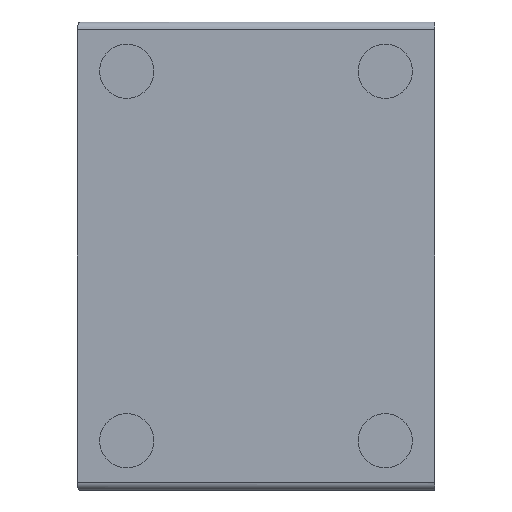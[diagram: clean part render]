
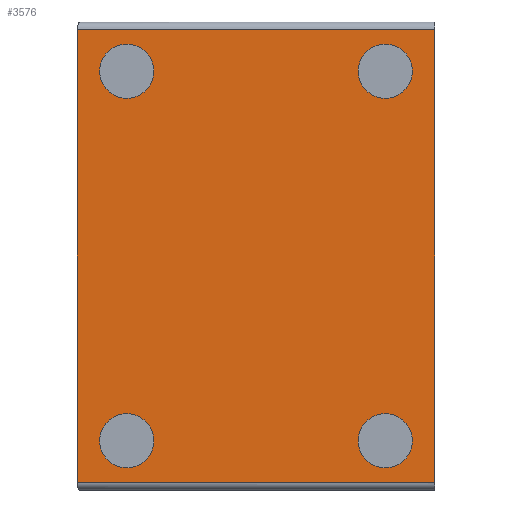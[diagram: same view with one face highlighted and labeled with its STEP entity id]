
A CAD part, front view. The second image highlights one B-rep face of the part: STEP entity #3576.
In plain terms, the highlighted planar face has unit normal (0, -1, 0).
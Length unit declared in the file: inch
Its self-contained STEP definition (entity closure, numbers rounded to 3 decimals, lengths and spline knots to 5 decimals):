
#143 = ORIENTED_EDGE ( 'NONE', *, *, #1920, .F. ) ;
#234 = DIRECTION ( 'NONE',  ( 0., 0., -1. ) ) ;
#316 = VECTOR ( 'NONE', #584, 39.37008 ) ;
#340 = CIRCLE ( 'NONE', #1448, 0.275 ) ;
#522 = EDGE_CURVE ( 'NONE', #1846, #2590, #1905, .T. ) ;
#533 = CARTESIAN_POINT ( 'NONE',  ( 3.125, 0., -0.225 ) ) ;
#584 = DIRECTION ( 'NONE',  ( 0., 0., 1. ) ) ;
#639 = CIRCLE ( 'NONE', #4205, 0.275 ) ;
#669 = ORIENTED_EDGE ( 'NONE', *, *, #4269, .F. ) ;
#712 = CARTESIAN_POINT ( 'NONE',  ( 0., 0., -4.67 ) ) ;
#753 = EDGE_LOOP ( 'NONE', ( #4174, #1944 ) ) ;
#773 = VERTEX_POINT ( 'NONE', #2199 ) ;
#784 = LINE ( 'NONE', #712, #3891 ) ;
#887 = CIRCLE ( 'NONE', #2476, 0.275 ) ;
#927 = VERTEX_POINT ( 'NONE', #2345 ) ;
#959 = DIRECTION ( 'NONE',  ( 0., -1., 0. ) ) ;
#978 = CIRCLE ( 'NONE', #3267, 0.275 ) ;
#1006 = ORIENTED_EDGE ( 'NONE', *, *, #3292, .T. ) ;
#1073 = LINE ( 'NONE', #1843, #1136 ) ;
#1086 = DIRECTION ( 'NONE',  ( 0., -1., 0. ) ) ;
#1136 = VECTOR ( 'NONE', #1960, 39.37008 ) ;
#1215 = VERTEX_POINT ( 'NONE', #3839 ) ;
#1308 = CARTESIAN_POINT ( 'NONE',  ( 0., 0., -4.67 ) ) ;
#1379 = CARTESIAN_POINT ( 'NONE',  ( 3.125, 0., -4.25 ) ) ;
#1413 = FACE_BOUND ( 'NONE', #2941, .T. ) ;
#1429 = CIRCLE ( 'NONE', #2771, 0.275 ) ;
#1448 = AXIS2_PLACEMENT_3D ( 'NONE', #1379, #959, #234 ) ;
#1477 = VERTEX_POINT ( 'NONE', #2921 ) ;
#1496 = ORIENTED_EDGE ( 'NONE', *, *, #3126, .F. ) ;
#1513 = CARTESIAN_POINT ( 'NONE',  ( 3.625, 0., -4.67 ) ) ;
#1729 = VERTEX_POINT ( 'NONE', #1308 ) ;
#1750 = CARTESIAN_POINT ( 'NONE',  ( 0.5, 0., -4.25 ) ) ;
#1843 = CARTESIAN_POINT ( 'NONE',  ( 0., 0., -4.75 ) ) ;
#1846 = VERTEX_POINT ( 'NONE', #2225 ) ;
#1885 = CARTESIAN_POINT ( 'NONE',  ( 0., 0., -0.08 ) ) ;
#1905 = CIRCLE ( 'NONE', #2540, 0.275 ) ;
#1916 = CIRCLE ( 'NONE', #1999, 0.275 ) ;
#1920 = EDGE_CURVE ( 'NONE', #3192, #2423, #1429, .T. ) ;
#1944 = ORIENTED_EDGE ( 'NONE', *, *, #2336, .F. ) ;
#1959 = EDGE_CURVE ( 'NONE', #3206, #773, #3079, .T. ) ;
#1960 = DIRECTION ( 'NONE',  ( 0., 0., 1. ) ) ;
#1999 = AXIS2_PLACEMENT_3D ( 'NONE', #4043, #2240, #4470 ) ;
#2003 = CARTESIAN_POINT ( 'NONE',  ( 0.5, 0., -4.25 ) ) ;
#2088 = EDGE_LOOP ( 'NONE', ( #669, #143 ) ) ;
#2106 = DIRECTION ( 'NONE',  ( 0., -1., 0. ) ) ;
#2199 = CARTESIAN_POINT ( 'NONE',  ( 3.625, 0., -0.08 ) ) ;
#2211 = CARTESIAN_POINT ( 'NONE',  ( 0., 0., -4.75 ) ) ;
#2225 = CARTESIAN_POINT ( 'NONE',  ( 0.5, 0., -0.225 ) ) ;
#2240 = DIRECTION ( 'NONE',  ( 0., -1., 0. ) ) ;
#2303 = EDGE_LOOP ( 'NONE', ( #1496, #4557 ) ) ;
#2308 = DIRECTION ( 'NONE',  ( 0., -1., 0. ) ) ;
#2336 = EDGE_CURVE ( 'NONE', #4482, #1215, #639, .T. ) ;
#2345 = CARTESIAN_POINT ( 'NONE',  ( 3.125, 0., -3.975 ) ) ;
#2423 = VERTEX_POINT ( 'NONE', #4088 ) ;
#2476 = AXIS2_PLACEMENT_3D ( 'NONE', #2792, #4706, #3208 ) ;
#2489 = DIRECTION ( 'NONE',  ( 0., -1., 0. ) ) ;
#2540 = AXIS2_PLACEMENT_3D ( 'NONE', #3016, #1086, #2577 ) ;
#2577 = DIRECTION ( 'NONE',  ( 0., 0., -1. ) ) ;
#2590 = VERTEX_POINT ( 'NONE', #2728 ) ;
#2714 = CIRCLE ( 'NONE', #4374, 0.275 ) ;
#2728 = CARTESIAN_POINT ( 'NONE',  ( 0.5, 0., -0.775 ) ) ;
#2771 = AXIS2_PLACEMENT_3D ( 'NONE', #2003, #3402, #3037 ) ;
#2779 = DIRECTION ( 'NONE',  ( 0., 0., 1. ) ) ;
#2792 = CARTESIAN_POINT ( 'NONE',  ( 3.125, 0., -0.5 ) ) ;
#2836 = ORIENTED_EDGE ( 'NONE', *, *, #4229, .F. ) ;
#2842 = EDGE_LOOP ( 'NONE', ( #3059, #4313, #1006, #3674 ) ) ;
#2909 = DIRECTION ( 'NONE',  ( 0., 0., 1. ) ) ;
#2915 = CARTESIAN_POINT ( 'NONE',  ( 0., 0., -0.08 ) ) ;
#2919 = FACE_BOUND ( 'NONE', #753, .T. ) ;
#2921 = CARTESIAN_POINT ( 'NONE',  ( 3.125, 0., -4.525 ) ) ;
#2941 = EDGE_LOOP ( 'NONE', ( #2836, #3487 ) ) ;
#2950 = PLANE ( 'NONE',  #3495 ) ;
#3016 = CARTESIAN_POINT ( 'NONE',  ( 0.5, 0., -0.5 ) ) ;
#3037 = DIRECTION ( 'NONE',  ( 0., 0., 1. ) ) ;
#3048 = EDGE_CURVE ( 'NONE', #1215, #4482, #887, .T. ) ;
#3059 = ORIENTED_EDGE ( 'NONE', *, *, #4067, .T. ) ;
#3079 = LINE ( 'NONE', #4649, #316 ) ;
#3095 = CARTESIAN_POINT ( 'NONE',  ( 3.125, 0., -4.25 ) ) ;
#3097 = VECTOR ( 'NONE', #4567, 39.37008 ) ;
#3126 = EDGE_CURVE ( 'NONE', #2590, #1846, #1916, .T. ) ;
#3192 = VERTEX_POINT ( 'NONE', #3816 ) ;
#3206 = VERTEX_POINT ( 'NONE', #1513 ) ;
#3208 = DIRECTION ( 'NONE',  ( 0., 0., 1. ) ) ;
#3267 = AXIS2_PLACEMENT_3D ( 'NONE', #3095, #2308, #3811 ) ;
#3292 = EDGE_CURVE ( 'NONE', #773, #3985, #4588, .T. ) ;
#3402 = DIRECTION ( 'NONE',  ( 0., -1., 0. ) ) ;
#3436 = DIRECTION ( 'NONE',  ( 1., 0., 0. ) ) ;
#3487 = ORIENTED_EDGE ( 'NONE', *, *, #4832, .F. ) ;
#3495 = AXIS2_PLACEMENT_3D ( 'NONE', #2211, #4466, #4762 ) ;
#3571 = CARTESIAN_POINT ( 'NONE',  ( 3.125, 0., -0.5 ) ) ;
#3576 = ADVANCED_FACE ( 'NONE', ( #4808, #1413, #2919, #3686, #4835 ), #2950, .T. ) ;
#3674 = ORIENTED_EDGE ( 'NONE', *, *, #4825, .F. ) ;
#3686 = FACE_BOUND ( 'NONE', #2303, .T. ) ;
#3811 = DIRECTION ( 'NONE',  ( 0., 0., -1. ) ) ;
#3816 = CARTESIAN_POINT ( 'NONE',  ( 0.5, 0., -3.975 ) ) ;
#3839 = CARTESIAN_POINT ( 'NONE',  ( 3.125, 0., -0.775 ) ) ;
#3891 = VECTOR ( 'NONE', #3436, 39.37008 ) ;
#3985 = VERTEX_POINT ( 'NONE', #2915 ) ;
#4043 = CARTESIAN_POINT ( 'NONE',  ( 0.5, 0., -0.5 ) ) ;
#4067 = EDGE_CURVE ( 'NONE', #1729, #3206, #784, .T. ) ;
#4088 = CARTESIAN_POINT ( 'NONE',  ( 0.5, 0., -4.525 ) ) ;
#4174 = ORIENTED_EDGE ( 'NONE', *, *, #3048, .F. ) ;
#4205 = AXIS2_PLACEMENT_3D ( 'NONE', #3571, #2489, #2779 ) ;
#4229 = EDGE_CURVE ( 'NONE', #1477, #927, #340, .T. ) ;
#4269 = EDGE_CURVE ( 'NONE', #2423, #3192, #2714, .T. ) ;
#4313 = ORIENTED_EDGE ( 'NONE', *, *, #1959, .T. ) ;
#4374 = AXIS2_PLACEMENT_3D ( 'NONE', #1750, #2106, #2909 ) ;
#4466 = DIRECTION ( 'NONE',  ( 0., -1., 0. ) ) ;
#4470 = DIRECTION ( 'NONE',  ( 0., 0., -1. ) ) ;
#4482 = VERTEX_POINT ( 'NONE', #533 ) ;
#4557 = ORIENTED_EDGE ( 'NONE', *, *, #522, .F. ) ;
#4567 = DIRECTION ( 'NONE',  ( -1., 0., 0. ) ) ;
#4588 = LINE ( 'NONE', #1885, #3097 ) ;
#4649 = CARTESIAN_POINT ( 'NONE',  ( 3.625, 0., -4.75 ) ) ;
#4706 = DIRECTION ( 'NONE',  ( 0., -1., 0. ) ) ;
#4762 = DIRECTION ( 'NONE',  ( 0., 0., -1. ) ) ;
#4808 = FACE_BOUND ( 'NONE', #2088, .T. ) ;
#4825 = EDGE_CURVE ( 'NONE', #1729, #3985, #1073, .T. ) ;
#4832 = EDGE_CURVE ( 'NONE', #927, #1477, #978, .T. ) ;
#4835 = FACE_OUTER_BOUND ( 'NONE', #2842, .T. ) ;
